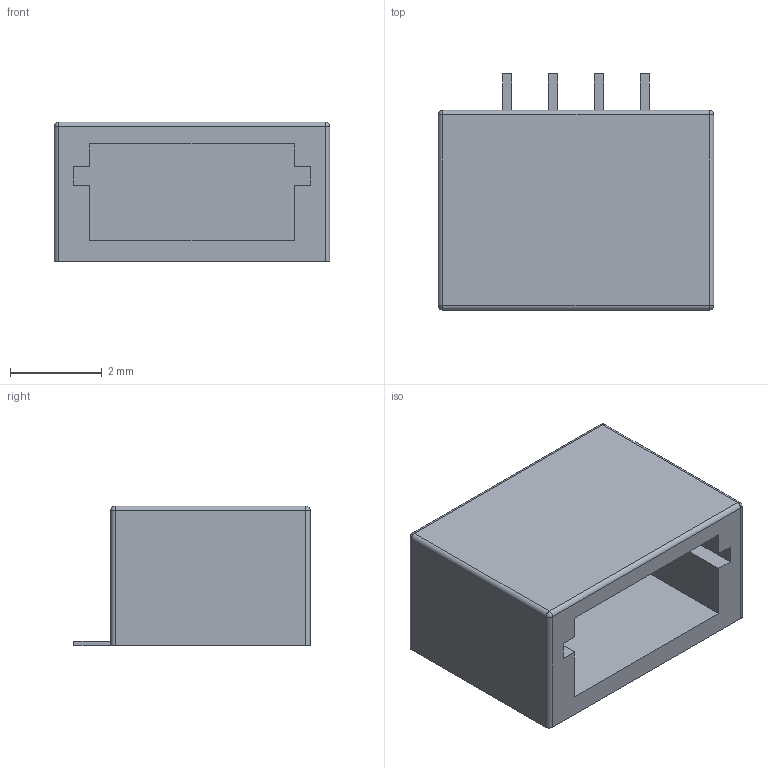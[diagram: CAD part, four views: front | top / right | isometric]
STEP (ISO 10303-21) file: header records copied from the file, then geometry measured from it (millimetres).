
FILE_DESCRIPTION(('FreeCAD Model'),'2;1');
FILE_NAME('Open CASCADE Shape Model','2021-11-12T07:51:23',( 'kicad StepUp'),('ksu MCAD'),'Open CASCADE STEP processor 7.4', 'FreeCAD','Unknown');
FILE_SCHEMA(('AUTOMOTIVE_DESIGN { 1 0 10303 214 1 1 1 1 }'));
Length unit declared in the file: millimetre
Products named in the file (1): Fillet
Bounding box: 6 x 5.15 x 3.05 mm (x, y, z)
Volume: 43.5 mm3; surface area: 170.2 mm2
Topology: 1 solids, 1 shells, 55 faces, 140 edges, 84 vertices
Faces by surface type: plane 43, cylinder 8, sphere 4
Entity records: 3342 total; most frequent: CARTESIAN_POINT 600, DIRECTION 494, LINE 348, VECTOR 348, ORIENTED_EDGE 272, PCURVE 272, DEFINITIONAL_REPRESENTATION 272, EDGE_CURVE 136
